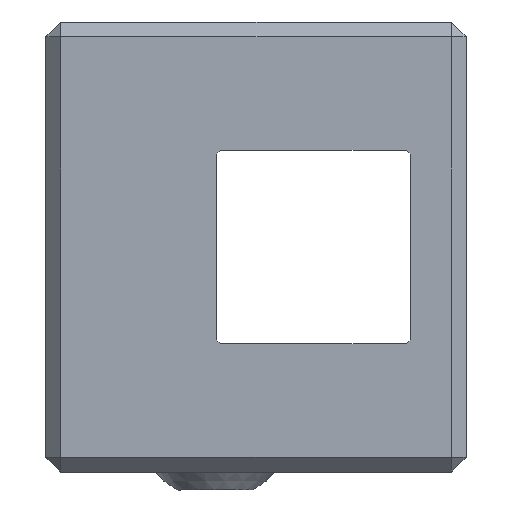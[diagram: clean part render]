
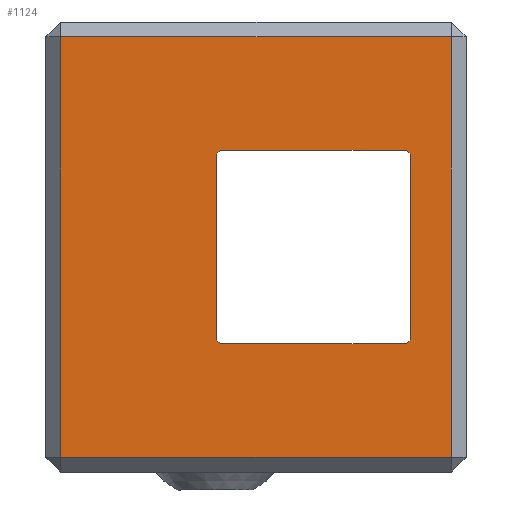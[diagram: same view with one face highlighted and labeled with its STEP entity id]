
A CAD part, left-side view. The second image highlights one B-rep face of the part: STEP entity #1124.
In plain terms, the highlighted planar face has unit normal (-1, 0, 0).
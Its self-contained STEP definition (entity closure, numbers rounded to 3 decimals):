
#35=FACE_BOUND('',#207,.T.);
#70=PLANE('',#1234);
#130=FACE_OUTER_BOUND('',#206,.T.);
#206=EDGE_LOOP('',(#932,#933,#934,#935));
#207=EDGE_LOOP('',(#936,#937,#938,#939,#940,#941,#942,#943));
#247=LINE('',#1619,#359);
#251=LINE('',#1631,#363);
#255=LINE('',#1643,#367);
#259=LINE('',#1654,#371);
#296=LINE('',#1789,#408);
#304=LINE('',#1805,#416);
#306=LINE('',#1808,#418);
#308=LINE('',#1811,#420);
#359=VECTOR('',#1289,10.);
#363=VECTOR('',#1301,10.);
#367=VECTOR('',#1313,10.);
#371=VECTOR('',#1325,10.);
#408=VECTOR('',#1444,10.);
#416=VECTOR('',#1458,10.);
#418=VECTOR('',#1462,10.);
#420=VECTOR('',#1466,10.);
#469=CIRCLE('',#1170,9.);
#471=CIRCLE('',#1174,9.);
#473=CIRCLE('',#1178,9.);
#475=CIRCLE('',#1182,9.);
#503=VERTEX_POINT('',#1609);
#504=VERTEX_POINT('',#1610);
#507=VERTEX_POINT('',#1618);
#509=VERTEX_POINT('',#1624);
#511=VERTEX_POINT('',#1630);
#513=VERTEX_POINT('',#1636);
#515=VERTEX_POINT('',#1642);
#517=VERTEX_POINT('',#1648);
#552=VERTEX_POINT('',#1757);
#558=VERTEX_POINT('',#1772);
#560=VERTEX_POINT('',#1777);
#565=VERTEX_POINT('',#1793);
#603=EDGE_CURVE('',#503,#504,#469,.T.);
#607=EDGE_CURVE('',#504,#507,#247,.T.);
#610=EDGE_CURVE('',#507,#509,#471,.T.);
#613=EDGE_CURVE('',#509,#511,#251,.T.);
#616=EDGE_CURVE('',#511,#513,#473,.T.);
#619=EDGE_CURVE('',#513,#515,#255,.T.);
#622=EDGE_CURVE('',#515,#517,#475,.T.);
#625=EDGE_CURVE('',#517,#503,#259,.T.);
#686=EDGE_CURVE('',#552,#560,#296,.T.);
#694=EDGE_CURVE('',#560,#565,#304,.T.);
#696=EDGE_CURVE('',#565,#558,#306,.T.);
#698=EDGE_CURVE('',#558,#552,#308,.T.);
#932=ORIENTED_EDGE('',*,*,#686,.F.);
#933=ORIENTED_EDGE('',*,*,#698,.F.);
#934=ORIENTED_EDGE('',*,*,#696,.F.);
#935=ORIENTED_EDGE('',*,*,#694,.F.);
#936=ORIENTED_EDGE('',*,*,#616,.T.);
#937=ORIENTED_EDGE('',*,*,#619,.T.);
#938=ORIENTED_EDGE('',*,*,#622,.T.);
#939=ORIENTED_EDGE('',*,*,#625,.T.);
#940=ORIENTED_EDGE('',*,*,#603,.T.);
#941=ORIENTED_EDGE('',*,*,#607,.T.);
#942=ORIENTED_EDGE('',*,*,#610,.T.);
#943=ORIENTED_EDGE('',*,*,#613,.T.);
#1124=ADVANCED_FACE('',(#130,#35),#70,.T.);
#1170=AXIS2_PLACEMENT_3D('',#1611,#1281,#1282);
#1174=AXIS2_PLACEMENT_3D('',#1625,#1294,#1295);
#1178=AXIS2_PLACEMENT_3D('',#1637,#1306,#1307);
#1182=AXIS2_PLACEMENT_3D('',#1649,#1318,#1319);
#1234=AXIS2_PLACEMENT_3D('',#1831,#1483,#1484);
#1281=DIRECTION('center_axis',(1.,0.,0.));
#1282=DIRECTION('ref_axis',(0.,-0.03,1.));
#1289=DIRECTION('',(0.,0.,-1.));
#1294=DIRECTION('center_axis',(1.,0.,0.));
#1295=DIRECTION('ref_axis',(0.,-0.983,-0.182));
#1301=DIRECTION('',(0.,1.,0.));
#1306=DIRECTION('center_axis',(1.,0.,0.));
#1307=DIRECTION('ref_axis',(0.,0.227,-0.974));
#1313=DIRECTION('',(0.,0.,1.));
#1318=DIRECTION('center_axis',(1.,0.,0.));
#1319=DIRECTION('ref_axis',(0.,0.227,-0.974));
#1325=DIRECTION('',(0.,-1.,0.));
#1444=DIRECTION('',(0.,1.,0.));
#1458=DIRECTION('',(0.,0.,1.));
#1462=DIRECTION('',(0.,-1.,0.));
#1466=DIRECTION('',(0.,0.,-1.));
#1483=DIRECTION('center_axis',(-1.,0.,0.));
#1484=DIRECTION('ref_axis',(0.,0.,1.));
#1609=CARTESIAN_POINT('',(2.284,-1.358,17.145));
#1610=CARTESIAN_POINT('',(2.284,-1.633,16.87));
#1611=CARTESIAN_POINT('Origin',(2.284,4.867,10.645));
#1618=CARTESIAN_POINT('',(2.284,-1.633,4.42));
#1619=CARTESIAN_POINT('',(2.284,-1.633,7.533));
#1624=CARTESIAN_POINT('',(2.284,-1.358,4.145));
#1625=CARTESIAN_POINT('Origin',(2.284,4.867,10.645));
#1630=CARTESIAN_POINT('',(2.284,11.092,4.145));
#1631=CARTESIAN_POINT('',(2.284,9.655,4.145));
#1636=CARTESIAN_POINT('',(2.284,11.367,4.42));
#1637=CARTESIAN_POINT('Origin',(2.284,4.867,10.645));
#1642=CARTESIAN_POINT('',(2.284,11.367,16.87));
#1643=CARTESIAN_POINT('',(2.284,11.367,13.758));
#1648=CARTESIAN_POINT('',(2.284,11.092,17.145));
#1649=CARTESIAN_POINT('Origin',(2.284,4.867,10.645));
#1654=CARTESIAN_POINT('',(2.284,3.43,17.145));
#1757=CARTESIAN_POINT('',(2.284,-4.383,-3.455));
#1772=CARTESIAN_POINT('',(2.284,-4.383,24.745));
#1777=CARTESIAN_POINT('',(2.284,21.817,-3.455));
#1789=CARTESIAN_POINT('',(2.284,15.517,-3.455));
#1793=CARTESIAN_POINT('',(2.284,21.817,24.745));
#1805=CARTESIAN_POINT('',(2.284,21.817,18.195));
#1808=CARTESIAN_POINT('',(2.284,0.917,24.745));
#1811=CARTESIAN_POINT('',(2.284,-4.383,10.645));
#1831=CARTESIAN_POINT('Origin',(2.284,8.217,10.645));
